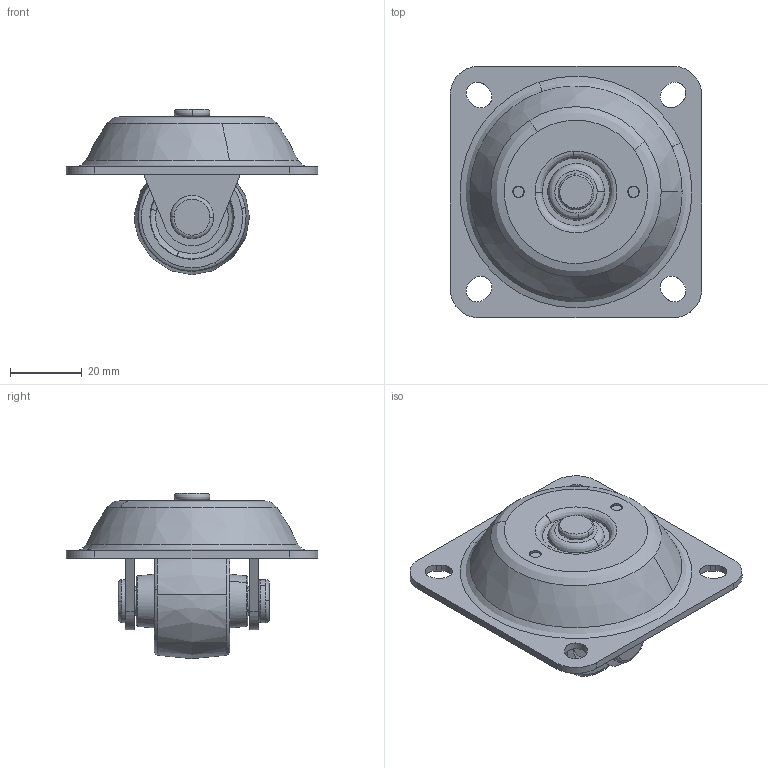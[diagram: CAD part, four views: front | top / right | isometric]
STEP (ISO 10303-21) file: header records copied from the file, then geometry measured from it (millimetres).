
FILE_DESCRIPTION((''),'2;1');
FILE_NAME('','2006-01-18T12:11:34',(''),(''),'','CADfix','');
FILE_SCHEMA(('AUTOMOTIVE_DESIGN'));
Length unit declared in the file: millimetre
Products named in the file (6): axle; mounting plate; wheel; main shaft; body; 320_OTPR_00N32_27985_36
Assembly tree (5 placements, depth 2):
  320_OTPR_00N32_27985_36
    axle
    mounting plate
    wheel
    main shaft
    body
Bounding box: 70 x 70 x 46 mm (x, y, z)
Volume: 36518.9 mm3; surface area: 25613 mm2
Topology: 5 solids, 5 shells, 184 faces, 693 edges, 539 vertices
Faces by surface type: bspline 184
Entity records: 12030 total; most frequent: CARTESIAN_POINT 7884, ORIENTED_EDGE 1386, EDGE_CURVE 693, VERTEX_POINT 539, B_SPLINE_CURVE_WITH_KNOTS 535, EDGE_LOOP 226, FACE_OUTER_BOUND 184, ADVANCED_FACE 184
